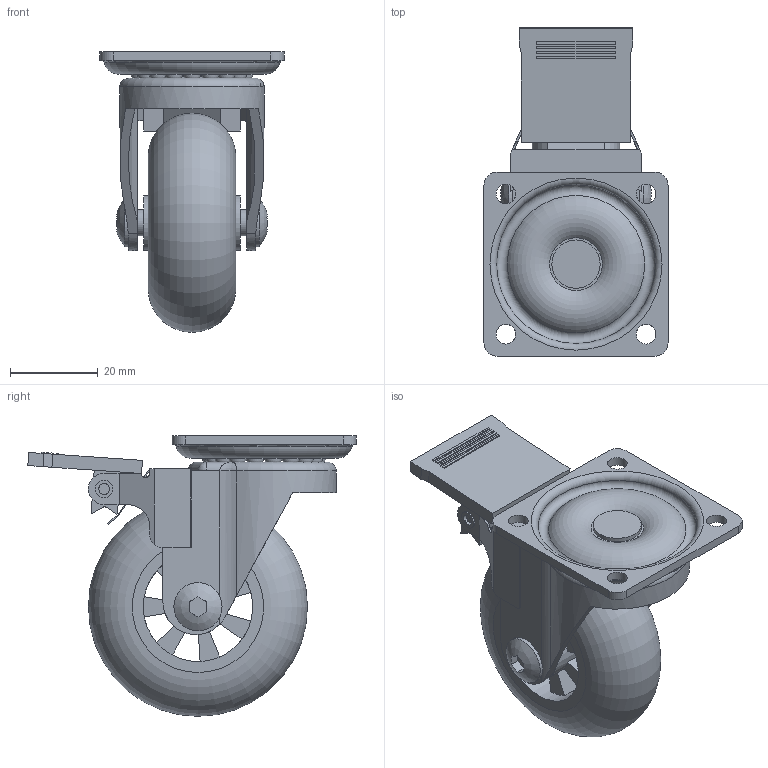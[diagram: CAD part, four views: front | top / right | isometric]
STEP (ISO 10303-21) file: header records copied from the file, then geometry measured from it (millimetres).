
FILE_DESCRIPTION(/* description */ (''),/* implementation_level */ '2;1');
FILE_NAME(/* name */ 'KM-RD-50-CF.stp',/* time_stamp */ '2019-06-24T14:21:18+02:00',/* author */ ('tomaszw'),/* organization */ (''),/* preprocessor_version */ 'ST-DEVELOPER v17.2',/* originating_system */ 'Autodesk Inventor 2019',/* authorisation */ '');
FILE_SCHEMA (('AUTOMOTIVE_DESIGN { 1 0 10303 214 3 1 1 }'));
Length unit declared in the file: millimetre
Products named in the file (1): KM-RD-50-CF
Bounding box: 42 x 74.92 x 64.05 mm (x, y, z)
Volume: 42565.3 mm3; surface area: 25901 mm2
Topology: 25 solids, 25 shells, 229 faces, 607 edges, 403 vertices
Faces by surface type: plane 148, cylinder 47, sphere 20, torus 10, bspline 4
Full cylindrical faces by diameter (mm): 2.5 x2, 3 x4, 4 x2, 4.5 x4, 6 x4, 10 x1, 11 x3, 12.5 x1, 25 x1, 29 x1
Entity records: 7264 total; most frequent: CARTESIAN_POINT 1486, DIRECTION 1203, ORIENTED_EDGE 1138, EDGE_CURVE 569, AXIS2_PLACEMENT_3D 434, VERTEX_POINT 403, LINE 335, VECTOR 335
